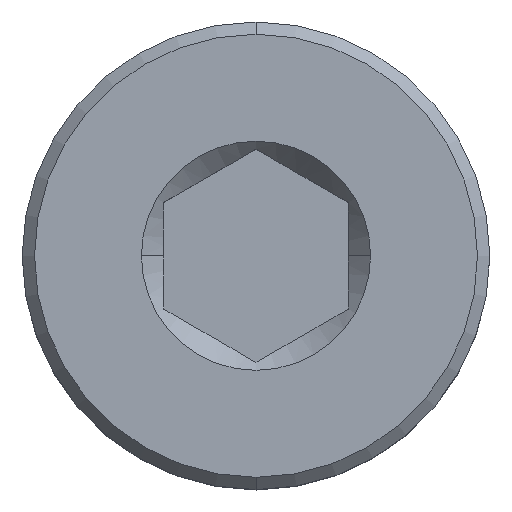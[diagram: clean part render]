
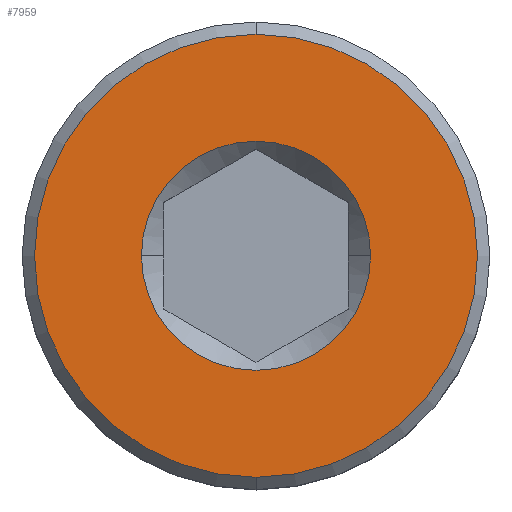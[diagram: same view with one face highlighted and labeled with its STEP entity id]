
A CAD part, top view. The second image highlights one B-rep face of the part: STEP entity #7959.
In plain terms, the highlighted planar face has unit normal (0, 0, 1).
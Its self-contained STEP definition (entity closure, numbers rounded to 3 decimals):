
#144 = CARTESIAN_POINT ( 'NONE',  ( -0.931, 0., 9. ) ) ;
#248 = DIRECTION ( 'NONE',  ( 0., 0., 1. ) ) ;
#501 = EDGE_CURVE ( 'NONE', #948, #1583, #1786, .T. ) ;
#653 = CARTESIAN_POINT ( 'NONE',  ( 0., 0., 9. ) ) ;
#679 = PLANE ( 'NONE',  #1448 ) ;
#721 = ORIENTED_EDGE ( 'NONE', *, *, #5844, .F. ) ;
#948 = VERTEX_POINT ( 'NONE', #3337 ) ;
#949 = EDGE_CURVE ( 'NONE', #1583, #948, #5961, .T. ) ;
#1216 = CIRCLE ( 'NONE', #7988, 0.931 ) ;
#1448 = AXIS2_PLACEMENT_3D ( 'NONE', #4951, #7534, #2507 ) ;
#1487 = CARTESIAN_POINT ( 'NONE',  ( 0.931, 0., 9. ) ) ;
#1583 = VERTEX_POINT ( 'NONE', #3304 ) ;
#1786 = CIRCLE ( 'NONE', #4483, 1.8 ) ;
#2507 = DIRECTION ( 'NONE',  ( 0., -1., 0. ) ) ;
#2670 = ORIENTED_EDGE ( 'NONE', *, *, #501, .F. ) ;
#2820 = DIRECTION ( 'NONE',  ( 1., 0., 0. ) ) ;
#3058 = DIRECTION ( 'NONE',  ( 0., 1., 0. ) ) ;
#3126 = DIRECTION ( 'NONE',  ( 0., 0., -1. ) ) ;
#3304 = CARTESIAN_POINT ( 'NONE',  ( 0., -1.8, 9. ) ) ;
#3337 = CARTESIAN_POINT ( 'NONE',  ( 0., 1.8, 9. ) ) ;
#3439 = CIRCLE ( 'NONE', #6829, 0.931 ) ;
#3748 = CARTESIAN_POINT ( 'NONE',  ( 0., 0., 9. ) ) ;
#4114 = DIRECTION ( 'NONE',  ( 0., 1., 0. ) ) ;
#4130 = VERTEX_POINT ( 'NONE', #144 ) ;
#4483 = AXIS2_PLACEMENT_3D ( 'NONE', #653, #3126, #3058 ) ;
#4691 = EDGE_LOOP ( 'NONE', ( #2670, #5870 ) ) ;
#4951 = CARTESIAN_POINT ( 'NONE',  ( 0., 0., 9. ) ) ;
#5051 = DIRECTION ( 'NONE',  ( 0., 0., 1. ) ) ;
#5392 = CARTESIAN_POINT ( 'NONE',  ( 0., 0., 9. ) ) ;
#5651 = DIRECTION ( 'NONE',  ( 1., 0., 0. ) ) ;
#5844 = EDGE_CURVE ( 'NONE', #5951, #4130, #1216, .T. ) ;
#5870 = ORIENTED_EDGE ( 'NONE', *, *, #949, .F. ) ;
#5951 = VERTEX_POINT ( 'NONE', #1487 ) ;
#5961 = CIRCLE ( 'NONE', #6520, 1.8 ) ;
#6520 = AXIS2_PLACEMENT_3D ( 'NONE', #5392, #7795, #4114 ) ;
#6532 = ORIENTED_EDGE ( 'NONE', *, *, #7282, .F. ) ;
#6748 = EDGE_LOOP ( 'NONE', ( #721, #6532 ) ) ;
#6757 = FACE_OUTER_BOUND ( 'NONE', #4691, .T. ) ;
#6829 = AXIS2_PLACEMENT_3D ( 'NONE', #3748, #5051, #5651 ) ;
#7282 = EDGE_CURVE ( 'NONE', #4130, #5951, #3439, .T. ) ;
#7341 = FACE_BOUND ( 'NONE', #6748, .T. ) ;
#7534 = DIRECTION ( 'NONE',  ( 0., 0., 1. ) ) ;
#7770 = CARTESIAN_POINT ( 'NONE',  ( 0., 0., 9. ) ) ;
#7795 = DIRECTION ( 'NONE',  ( 0., 0., -1. ) ) ;
#7959 = ADVANCED_FACE ( 'NONE', ( #7341, #6757 ), #679, .T. ) ;
#7988 = AXIS2_PLACEMENT_3D ( 'NONE', #7770, #248, #2820 ) ;
